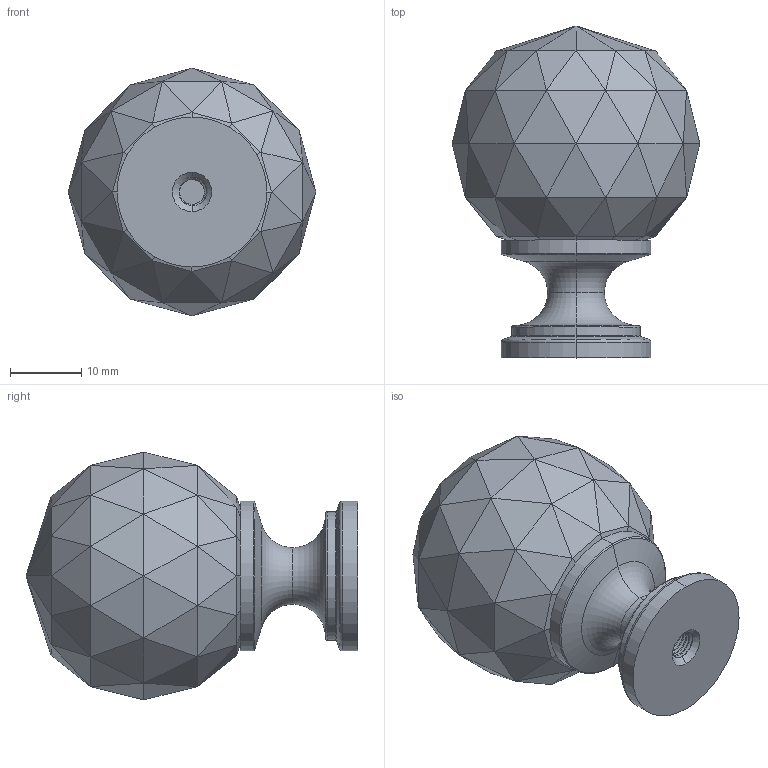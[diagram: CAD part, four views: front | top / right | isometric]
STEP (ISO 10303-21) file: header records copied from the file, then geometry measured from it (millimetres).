
FILE_DESCRIPTION (( 'STEP AP203' ), '1' );
FILE_NAME ('HDL21_STEP_v10421.STEP', '2021-04-22T08:12:56', ( '' ), ( '' ), 'SwSTEP 2.0', 'SolidWorks 2019', '' );
FILE_SCHEMA (( 'CONFIG_CONTROL_DESIGN' ));
Length unit declared in the file: millimetre
Products named in the file (1): HDL21_STEP_v10421
Bounding box: 34.68 x 46.5 x 34.68 mm (x, y, z)
Volume: 22089.6 mm3; surface area: 5689.9 mm2
Topology: 2 solids, 2 shells, 191 faces, 356 edges, 169 vertices
Faces by surface type: plane 124, cylinder 40, torus 12, cone 11, bspline 4
Entity records: 6827 total; most frequent: CARTESIAN_POINT 3298, ORIENTED_EDGE 708, DIRECTION 698, EDGE_CURVE 354, AXIS2_PLACEMENT_3D 234, LINE 230, VECTOR 230, EDGE_LOOP 193
